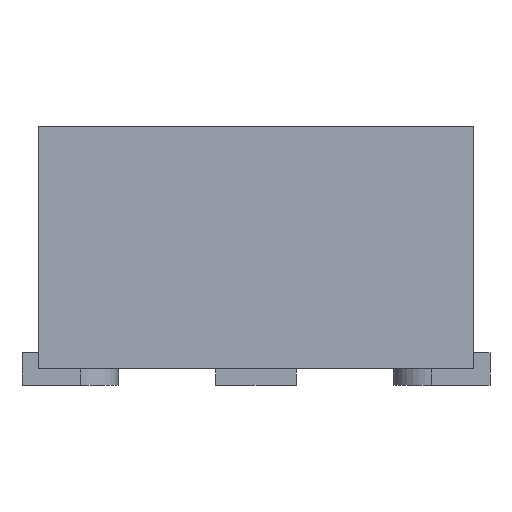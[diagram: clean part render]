
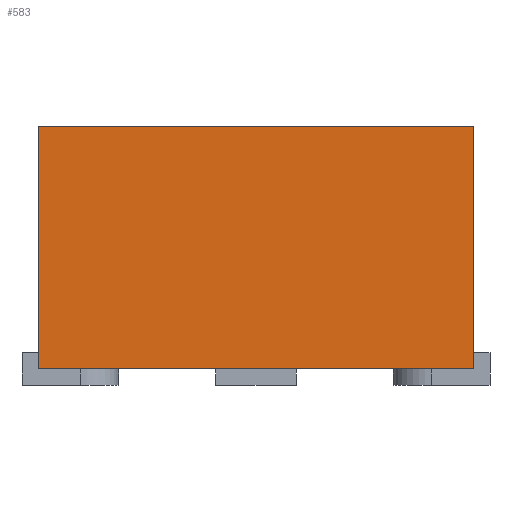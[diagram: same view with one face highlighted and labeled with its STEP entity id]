
A CAD part, front view. The second image highlights one B-rep face of the part: STEP entity #583.
In plain terms, the highlighted planar face has unit normal (0, -1, 0).
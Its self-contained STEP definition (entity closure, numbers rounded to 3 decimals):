
#6 = EDGE_CURVE ( 'NONE', #2443, #1005, #1590, .T. ) ;
#19 = CARTESIAN_POINT ( 'NONE',  ( -0.675, -1.5, 0.05 ) ) ;
#40 = DIRECTION ( 'NONE',  ( 0., 1., 0. ) ) ;
#196 = LINE ( 'NONE', #19, #982 ) ;
#316 = DIRECTION ( 'NONE',  ( 0., 0., 1. ) ) ;
#335 = CARTESIAN_POINT ( 'NONE',  ( -0.675, -1.5, 0.05 ) ) ;
#364 = VECTOR ( 'NONE', #316, 1000. ) ;
#451 = EDGE_CURVE ( 'NONE', #2443, #2108, #196, .T. ) ;
#490 = ORIENTED_EDGE ( 'NONE', *, *, #870, .T. ) ;
#583 = ADVANCED_FACE ( 'NONE', ( #896 ), #881, .F. ) ;
#599 = CARTESIAN_POINT ( 'NONE',  ( -0.675, -1.5, 0.8 ) ) ;
#632 = DIRECTION ( 'NONE',  ( 1., 0., 0. ) ) ;
#698 = VECTOR ( 'NONE', #1297, 1000. ) ;
#829 = VECTOR ( 'NONE', #632, 1000. ) ;
#870 = EDGE_CURVE ( 'NONE', #2108, #1933, #1251, .T. ) ;
#881 = PLANE ( 'NONE',  #1924 ) ;
#896 = FACE_OUTER_BOUND ( 'NONE', #992, .T. ) ;
#982 = VECTOR ( 'NONE', #1470, 1000. ) ;
#992 = EDGE_LOOP ( 'NONE', ( #490, #2040, #1008, #1826 ) ) ;
#1005 = VERTEX_POINT ( 'NONE', #2356 ) ;
#1008 = ORIENTED_EDGE ( 'NONE', *, *, #6, .F. ) ;
#1094 = CARTESIAN_POINT ( 'NONE',  ( -0.675, -1.5, 0.05 ) ) ;
#1121 = EDGE_CURVE ( 'NONE', #1005, #1933, #1945, .T. ) ;
#1251 = LINE ( 'NONE', #1939, #698 ) ;
#1267 = CARTESIAN_POINT ( 'NONE',  ( 0.675, -1.5, 0.8 ) ) ;
#1297 = DIRECTION ( 'NONE',  ( 0., 0., 1. ) ) ;
#1470 = DIRECTION ( 'NONE',  ( 1., 0., 0. ) ) ;
#1556 = CARTESIAN_POINT ( 'NONE',  ( -0.675, -1.5, 0.05 ) ) ;
#1590 = LINE ( 'NONE', #1556, #364 ) ;
#1826 = ORIENTED_EDGE ( 'NONE', *, *, #451, .T. ) ;
#1924 = AXIS2_PLACEMENT_3D ( 'NONE', #1094, #40, #2364 ) ;
#1933 = VERTEX_POINT ( 'NONE', #1267 ) ;
#1939 = CARTESIAN_POINT ( 'NONE',  ( 0.675, -1.5, 0.05 ) ) ;
#1945 = LINE ( 'NONE', #599, #829 ) ;
#2040 = ORIENTED_EDGE ( 'NONE', *, *, #1121, .F. ) ;
#2108 = VERTEX_POINT ( 'NONE', #2556 ) ;
#2356 = CARTESIAN_POINT ( 'NONE',  ( -0.675, -1.5, 0.8 ) ) ;
#2364 = DIRECTION ( 'NONE',  ( 1., 0., 0. ) ) ;
#2443 = VERTEX_POINT ( 'NONE', #335 ) ;
#2556 = CARTESIAN_POINT ( 'NONE',  ( 0.675, -1.5, 0.05 ) ) ;
